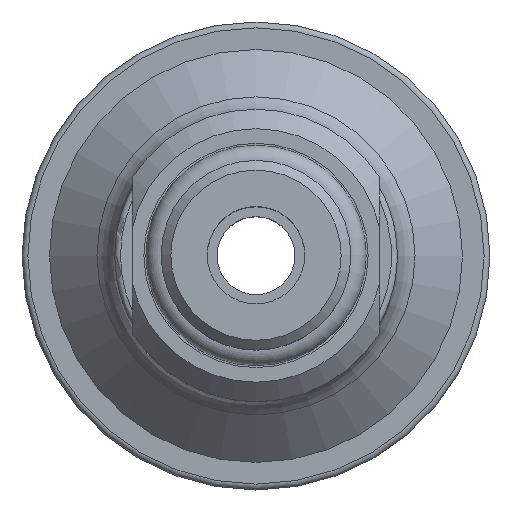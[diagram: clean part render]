
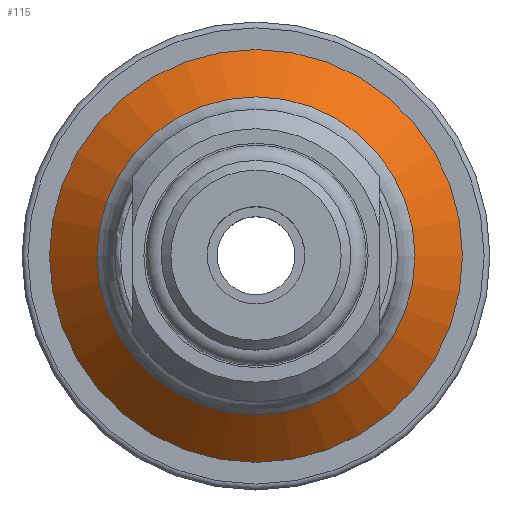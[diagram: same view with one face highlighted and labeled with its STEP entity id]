
A CAD part, top view. The second image highlights one B-rep face of the part: STEP entity #115.
In plain terms, the highlighted conical face has half-angle 45.718 degrees and reference radius 7.25 mm.
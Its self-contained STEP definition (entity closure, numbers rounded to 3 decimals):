
#115 = ADVANCED_FACE( '', ( #242, #243 ), #244, .T. );
#242 = FACE_OUTER_BOUND( '', #419, .T. );
#243 = FACE_BOUND( '', #420, .T. );
#244 = CONICAL_SURFACE( '', #421, 7.25, 0.798 );
#419 = EDGE_LOOP( '', ( #758 ) );
#420 = EDGE_LOOP( '', ( #759 ) );
#421 = AXIS2_PLACEMENT_3D( '', #760, #761, #762 );
#758 = ORIENTED_EDGE( '', *, *, #989, .F. );
#759 = ORIENTED_EDGE( '', *, *, #990, .T. );
#760 = CARTESIAN_POINT( '', ( 0., 0., -6.743 ) );
#761 = DIRECTION( '', ( 0., 0., -1. ) );
#762 = DIRECTION( '', ( -1., 0., 0. ) );
#989 = EDGE_CURVE( '', #1155, #1155, #1156, .T. );
#990 = EDGE_CURVE( '', #1157, #1157, #1158, .T. );
#1155 = VERTEX_POINT( '', #1530 );
#1156 = CIRCLE( '', #1531, 10.589 );
#1157 = VERTEX_POINT( '', #1532 );
#1158 = CIRCLE( '', #1533, 8.155 );
#1530 = CARTESIAN_POINT( '', ( -10.589, 0., -10. ) );
#1531 = AXIS2_PLACEMENT_3D( '', #1735, #1736, #1737 );
#1532 = CARTESIAN_POINT( '', ( -8.155, 0., -7.626 ) );
#1533 = AXIS2_PLACEMENT_3D( '', #1738, #1739, #1740 );
#1735 = CARTESIAN_POINT( '', ( 0., 0., -10. ) );
#1736 = DIRECTION( '', ( 0., 0., -1. ) );
#1737 = DIRECTION( '', ( -1., 0., 0. ) );
#1738 = CARTESIAN_POINT( '', ( 0., 0., -7.626 ) );
#1739 = DIRECTION( '', ( 0., 0., -1. ) );
#1740 = DIRECTION( '', ( -1., 0., 0. ) );
